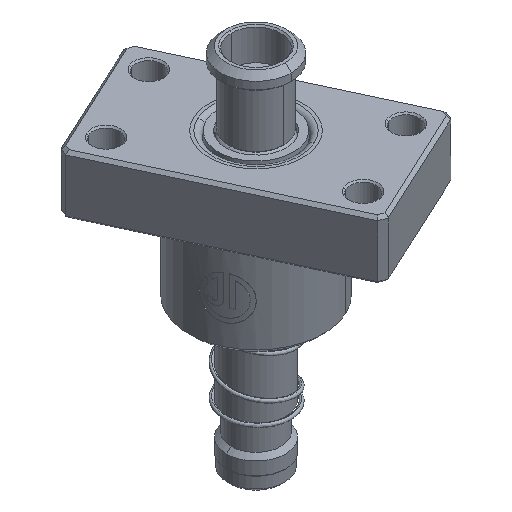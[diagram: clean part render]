
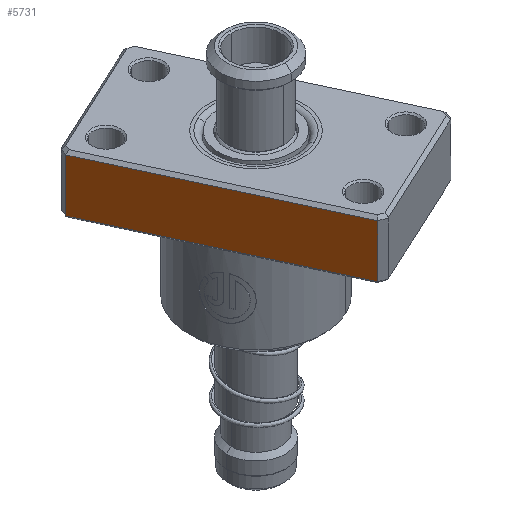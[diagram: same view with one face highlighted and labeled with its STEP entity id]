
A CAD part, isometric view. The second image highlights one B-rep face of the part: STEP entity #5731.
In plain terms, the highlighted face is planar.
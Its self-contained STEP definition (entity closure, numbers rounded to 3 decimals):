
#547 = CARTESIAN_POINT ( 'NONE',  ( -40., 24., 20. ) ) ;
#1954 = CARTESIAN_POINT ( 'NONE',  ( -40., 24., 1. ) ) ;
#2967 = CARTESIAN_POINT ( 'NONE',  ( 40., 24., 19. ) ) ;
#3012 = PLANE ( 'NONE',  #30285 ) ;
#3563 = ORIENTED_EDGE ( 'NONE', *, *, #19473, .T. ) ;
#4995 = CARTESIAN_POINT ( 'NONE',  ( 40., 24., 19. ) ) ;
#5731 = ADVANCED_FACE ( 'NONE', ( #22172 ), #3012, .F. ) ;
#6019 = LINE ( 'NONE', #2967, #39100 ) ;
#6564 = ORIENTED_EDGE ( 'NONE', *, *, #21144, .T. ) ;
#9545 = ORIENTED_EDGE ( 'NONE', *, *, #32964, .T. ) ;
#9642 = VERTEX_POINT ( 'NONE', #1954 ) ;
#12344 = DIRECTION ( 'NONE',  ( 1., 0., 0. ) ) ;
#12972 = DIRECTION ( 'NONE',  ( 0., -1., 0. ) ) ;
#15002 = LINE ( 'NONE', #27431, #36701 ) ;
#15674 = CARTESIAN_POINT ( 'NONE',  ( 40., 24., 20. ) ) ;
#18411 = VERTEX_POINT ( 'NONE', #4995 ) ;
#19473 = EDGE_CURVE ( 'NONE', #31672, #18411, #6019, .T. ) ;
#20585 = VECTOR ( 'NONE', #22046, 1000. ) ;
#21144 = EDGE_CURVE ( 'NONE', #18411, #37954, #34211, .T. ) ;
#21661 = LINE ( 'NONE', #37294, #20585 ) ;
#21862 = CARTESIAN_POINT ( 'NONE',  ( 40., 24., 1. ) ) ;
#22046 = DIRECTION ( 'NONE',  ( -1., 0., 0. ) ) ;
#22172 = FACE_OUTER_BOUND ( 'NONE', #23876, .T. ) ;
#23876 = EDGE_LOOP ( 'NONE', ( #6564, #9545, #38392, #3563 ) ) ;
#25212 = DIRECTION ( 'NONE',  ( 0., 0., -1. ) ) ;
#27431 = CARTESIAN_POINT ( 'NONE',  ( -40., 24., 20. ) ) ;
#27454 = EDGE_CURVE ( 'NONE', #31672, #9642, #15002, .T. ) ;
#28835 = CARTESIAN_POINT ( 'NONE',  ( -40., 24., 19. ) ) ;
#29485 = VECTOR ( 'NONE', #34008, 1000. ) ;
#30285 = AXIS2_PLACEMENT_3D ( 'NONE', #547, #12972, #25212 ) ;
#31672 = VERTEX_POINT ( 'NONE', #28835 ) ;
#32964 = EDGE_CURVE ( 'NONE', #37954, #9642, #21661, .T. ) ;
#34008 = DIRECTION ( 'NONE',  ( 0., 0., -1. ) ) ;
#34211 = LINE ( 'NONE', #15674, #29485 ) ;
#36701 = VECTOR ( 'NONE', #39863, 1000. ) ;
#37294 = CARTESIAN_POINT ( 'NONE',  ( -40., 24., 1. ) ) ;
#37954 = VERTEX_POINT ( 'NONE', #21862 ) ;
#38392 = ORIENTED_EDGE ( 'NONE', *, *, #27454, .F. ) ;
#39100 = VECTOR ( 'NONE', #12344, 1000. ) ;
#39863 = DIRECTION ( 'NONE',  ( 0., 0., -1. ) ) ;
